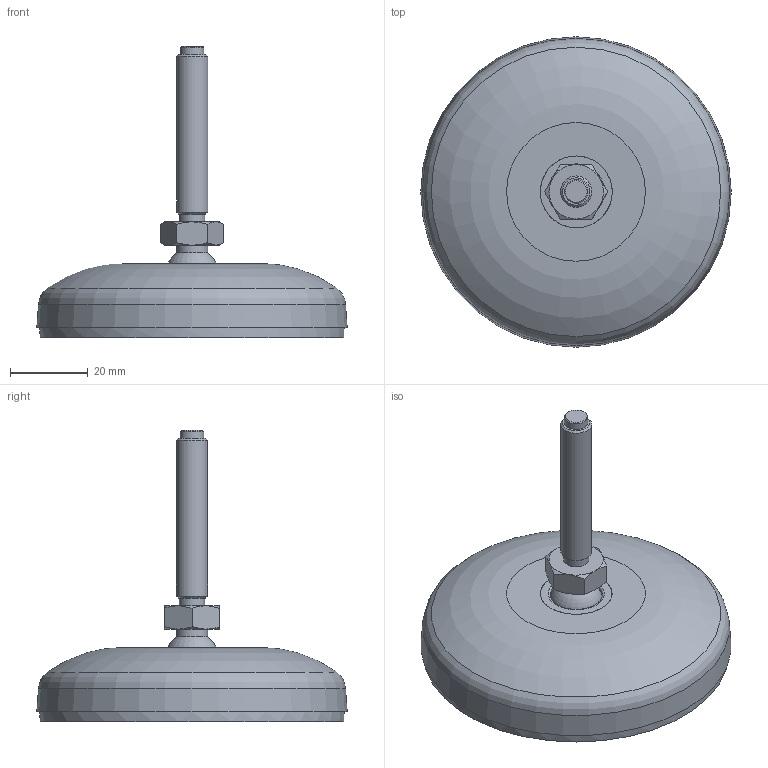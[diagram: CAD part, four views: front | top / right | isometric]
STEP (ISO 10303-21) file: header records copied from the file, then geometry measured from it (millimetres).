
FILE_DESCRIPTION(/* description */ ('File step'),/* implementation_level */ '2;1');
FILE_NAME(/* name */ '6322510',/* time_stamp */ '2022-03-14T16:09:28+01:00',/* author */ ('Zorzan D.'),/* organization */ ('Gamm Srl.'),/* preprocessor_version */ 'ST-DEVELOPER v16.7',/* originating_system */ 'Solid Edge',/* authorisation */ 'Unknown');
FILE_SCHEMA (('CONFIG_CONTROL_DESIGN'));
Length unit declared in the file: millimetre
Products named in the file (1): 6322510
Bounding box: 79.66 x 79.66 x 74.7 mm (x, y, z)
Volume: 53460.5 mm3; surface area: 30657.3 mm2
Topology: 1 solids, 2 shells, 124 faces, 320 edges, 211 vertices
Faces by surface type: plane 64, cylinder 24, torus 16, cone 12, sphere 8
Full cylindrical faces by diameter (mm): 3 x6, 6 x4, 6.5 x1, 8 x2, 9.4 x3, 9.5 x1, 9.8 x1, 71.5 x1, 72 x1, 78.2 x1
Entity records: 4484 total; most frequent: CARTESIAN_POINT 784, DIRECTION 602, ORIENTED_EDGE 520, EDGE_CURVE 260, AXIS2_PLACEMENT_3D 255, VERTEX_POINT 191, EDGE_LOOP 187, FACE_BOUND 187
